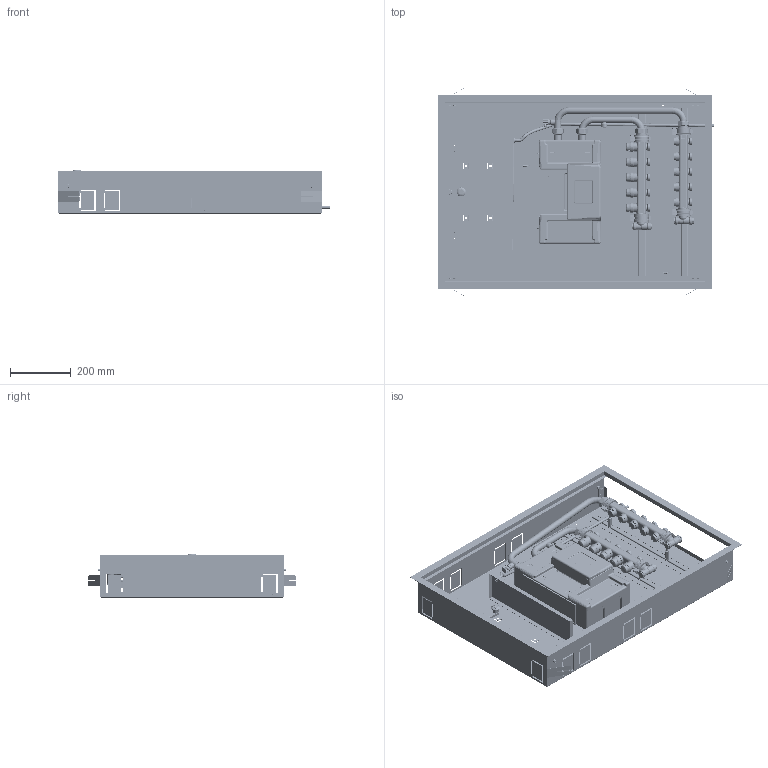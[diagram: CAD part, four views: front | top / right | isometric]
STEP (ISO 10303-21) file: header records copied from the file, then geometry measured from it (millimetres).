
FILE_DESCRIPTION(('CATIA V5 STEP Exchange','CAx-IF Rec.Pracs.--- Model Styling and Organization---1.5--- 2016-08-15','CAx-IF Rec.Pracs.---Supplemental Geometry---1.0---2011-11-01','CAx-IF Rec.Pracs.--- Composite Materials ---3.4---2017-06-13','CAx-IF Rec.Pracs.---Tessellated 3D Geometry---1.0---2015-12-17'),'2;1');
FILE_NAME('STEP_70028E_-_TST.stp','2023-09-11T09:53:59+00:00',('none'),('none'),'CATIA Version 5-6 Release 2020 SP5','CATIA V5 STEP AP242 v2','none');
FILE_SCHEMA(('AP242_MANAGED_MODEL_BASED_3D_ENGINEERING_MIM_LF {1 0 10303 442 1 1 4}'));
Products named in the file (1): 70028E - TST
Bounding box: 910.08 x 682 x 144.66 mm (x, y, z)
Volume: 9414569.4 mm3; surface area: 2748082.8 mm2
Topology: 3 solids, 51 shells, 9057 faces, 22687 edges, 13477 vertices
Faces by surface type: bspline 2526, plane 2445, cylinder 2071, cone 784, torus 769, sphere 462
Entity records: 381928 total; most frequent: CARTESIAN_POINT 203324, ORIENTED_EDGE 44464, EDGE_CURVE 22232, DIRECTION 20650, VERTEX_POINT 13471, B_SPLINE_CURVE_WITH_KNOTS 9834, AXIS2_PLACEMENT_3D 9653, EDGE_LOOP 9449
